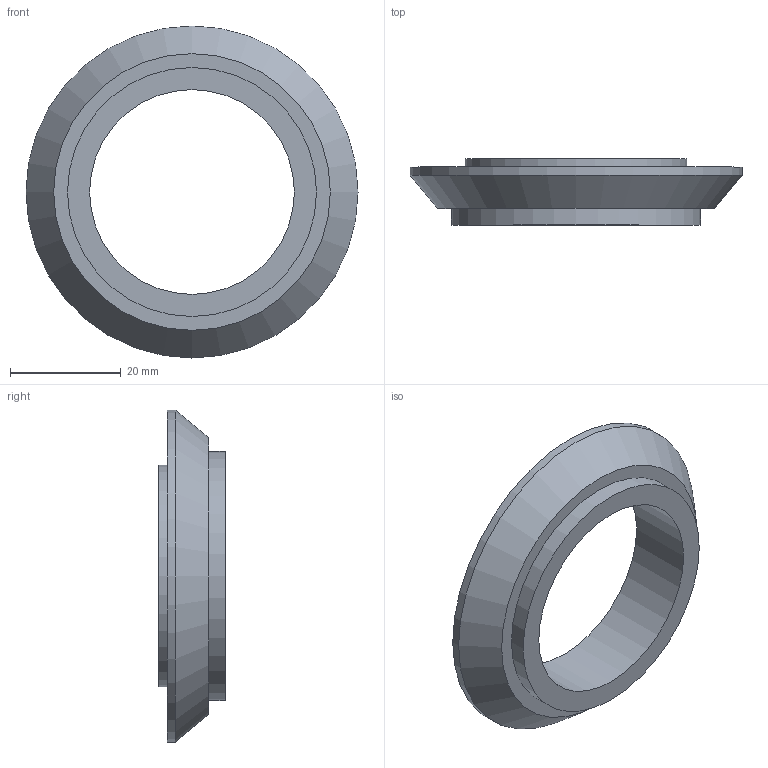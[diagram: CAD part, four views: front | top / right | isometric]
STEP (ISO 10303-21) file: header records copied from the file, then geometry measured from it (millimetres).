
FILE_DESCRIPTION(('FreeCAD Model'),'2;1');
FILE_NAME('Open CASCADE Shape Model','2022-12-02T20:26:17',(''),(''), 'Open CASCADE STEP processor 7.6','FreeCAD','Unknown');
FILE_SCHEMA(('AUTOMOTIVE_DESIGN { 1 0 10303 214 1 1 1 1 }'));
Length unit declared in the file: millimetre
Products named in the file (1): Body
Bounding box: 60 x 12 x 60 mm (x, y, z)
Volume: 12289.1 mm3; surface area: 6280.2 mm2
Topology: 1 solids, 1 shells, 9 faces, 14 edges, 9 vertices
Faces by surface type: cylinder 4, plane 4, cone 1
Full cylindrical faces by diameter (mm): 37 x1, 40 x1, 45 x1, 60 x1
Entity records: 415 total; most frequent: CARTESIAN_POINT 117, DIRECTION 45, ORIENTED_EDGE 28, PCURVE 28, DEFINITIONAL_REPRESENTATION 28, B_SPLINE_CURVE_WITH_KNOTS 20, AXIS2_PLACEMENT_3D 19, EDGE_CURVE 14
